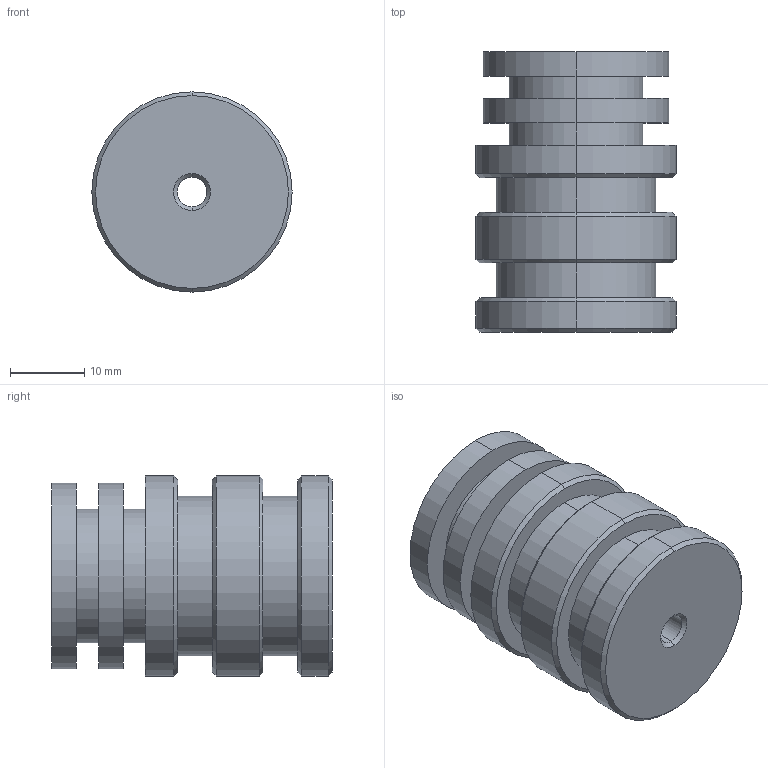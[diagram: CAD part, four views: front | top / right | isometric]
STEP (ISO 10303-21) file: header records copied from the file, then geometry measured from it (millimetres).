
FILE_DESCRIPTION (( 'STEP AP214' ), '1' );
FILE_NAME ('Corps_AL_V2.STEP', '2024-09-04T20:07:22', ( '' ), ( '' ), 'SwSTEP 2.0', 'SolidWorks 2024', '' );
FILE_SCHEMA (( 'AUTOMOTIVE_DESIGN' ));
Length unit declared in the file: millimetre
Products named in the file (1): Corps_AL_V2
Bounding box: 27 x 37.8 x 27 mm (x, y, z)
Volume: 11790.6 mm3; surface area: 7112.9 mm2
Topology: 1 solids, 1 shells, 47 faces, 94 edges, 58 vertices
Faces by surface type: cylinder 22, cone 14, plane 11
Entity records: 1261 total; most frequent: DIRECTION 248, CARTESIAN_POINT 200, ORIENTED_EDGE 188, AXIS2_PLACEMENT_3D 106, EDGE_CURVE 94, EDGE_LOOP 58, VERTEX_POINT 58, CIRCLE 58
